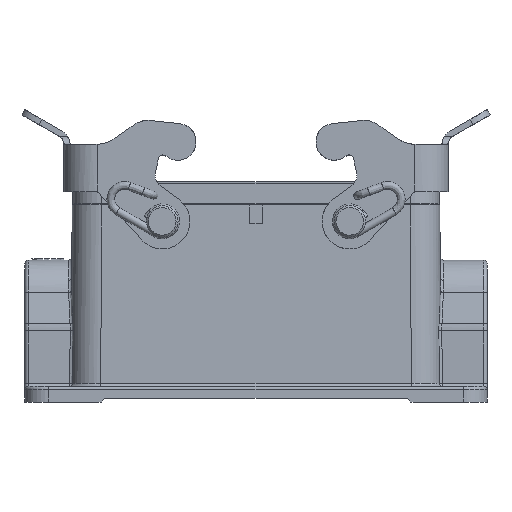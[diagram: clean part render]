
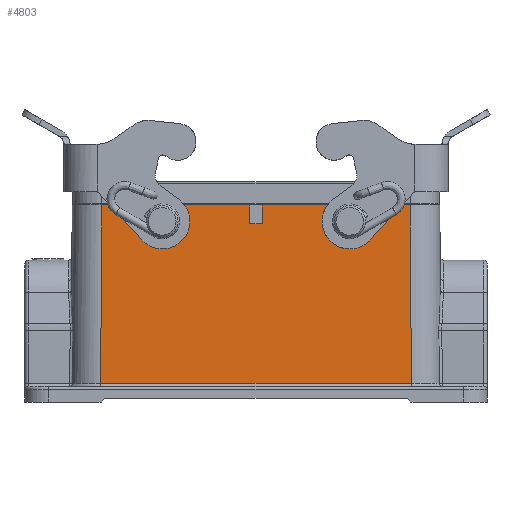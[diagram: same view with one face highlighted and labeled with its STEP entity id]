
A CAD part, front view. The second image highlights one B-rep face of the part: STEP entity #4803.
In plain terms, the highlighted planar face has unit normal (0, -1, 0.007).
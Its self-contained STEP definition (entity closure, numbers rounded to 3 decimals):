
#130=ELLIPSE('',#13036,2.,2.);
#131=ELLIPSE('',#13037,2.,2.);
#656=LINE('',#20713,#1344);
#660=LINE('',#20730,#1348);
#770=LINE('',#21129,#1458);
#771=LINE('',#21131,#1459);
#772=LINE('',#21133,#1460);
#773=LINE('',#21134,#1461);
#774=LINE('',#21136,#1462);
#775=LINE('',#21138,#1463);
#1344=VECTOR('',#14458,1.);
#1348=VECTOR('',#14470,1.);
#1458=VECTOR('',#14756,1.);
#1459=VECTOR('',#14757,1.);
#1460=VECTOR('',#14758,1.);
#1461=VECTOR('',#14759,1.);
#1462=VECTOR('',#14760,1.);
#1463=VECTOR('',#14761,1.);
#4428=FACE_BOUND('',#6246,.T.);
#4429=FACE_BOUND('',#6247,.T.);
#4430=FACE_BOUND('',#6248,.T.);
#4803=ADVANCED_FACE('',(#4428,#4429,#4430),#5299,.F.);
#5299=PLANE('',#13038);
#6246=EDGE_LOOP('',(#7979));
#6247=EDGE_LOOP('',(#7980));
#6248=EDGE_LOOP('',(#7981,#7982,#7983,#7984,#7985,#7986,#7987,#7988));
#7979=ORIENTED_EDGE('',*,*,#11256,.T.);
#7980=ORIENTED_EDGE('',*,*,#11257,.T.);
#7981=ORIENTED_EDGE('',*,*,#11258,.T.);
#7982=ORIENTED_EDGE('',*,*,#11259,.T.);
#7983=ORIENTED_EDGE('',*,*,#11260,.T.);
#7984=ORIENTED_EDGE('',*,*,#11077,.T.);
#7985=ORIENTED_EDGE('',*,*,#11261,.T.);
#7986=ORIENTED_EDGE('',*,*,#11262,.T.);
#7987=ORIENTED_EDGE('',*,*,#11263,.T.);
#7988=ORIENTED_EDGE('',*,*,#11085,.T.);
#9978=VERTEX_POINT('',#20714);
#9979=VERTEX_POINT('',#20715);
#9986=VERTEX_POINT('',#20729);
#9987=VERTEX_POINT('',#20731);
#10134=VERTEX_POINT('',#21126);
#10135=VERTEX_POINT('',#21128);
#10136=VERTEX_POINT('',#21130);
#10137=VERTEX_POINT('',#21132);
#10138=VERTEX_POINT('',#21135);
#10139=VERTEX_POINT('',#21137);
#11077=EDGE_CURVE('',#9978,#9979,#656,.T.);
#11085=EDGE_CURVE('',#9987,#9986,#660,.T.);
#11256=EDGE_CURVE('',#10134,#10134,#130,.T.);
#11257=EDGE_CURVE('',#10135,#10135,#131,.T.);
#11258=EDGE_CURVE('',#9986,#10136,#770,.T.);
#11259=EDGE_CURVE('',#10136,#10137,#771,.T.);
#11260=EDGE_CURVE('',#10137,#9978,#772,.T.);
#11261=EDGE_CURVE('',#9979,#10138,#773,.T.);
#11262=EDGE_CURVE('',#10138,#10139,#774,.T.);
#11263=EDGE_CURVE('',#10139,#9987,#775,.T.);
#13036=AXIS2_PLACEMENT_3D('',#21125,#14752,#14753);
#13037=AXIS2_PLACEMENT_3D('',#21127,#14754,#14755);
#13038=AXIS2_PLACEMENT_3D('',#21139,#14762,#14763);
#14458=DIRECTION('',(-1.,0.,0.));
#14470=DIRECTION('',(-1.,0.,0.));
#14752=DIRECTION('',(0.,1.,-0.007));
#14753=DIRECTION('',(0.,-0.007,-1.));
#14754=DIRECTION('',(0.,1.,-0.007));
#14755=DIRECTION('',(0.,-0.007,-1.));
#14756=DIRECTION('',(-0.007,-0.007,-1.));
#14757=DIRECTION('',(1.,0.,0.));
#14758=DIRECTION('',(-0.007,0.007,1.));
#14759=DIRECTION('',(0.,-0.007,-1.));
#14760=DIRECTION('',(-1.,0.,0.));
#14761=DIRECTION('',(0.,0.007,1.));
#14762=DIRECTION('',(0.,1.,-0.007));
#14763=DIRECTION('',(0.,-0.007,-1.));
#20713=CARTESIAN_POINT('',(-200.,-21.5,5.7));
#20714=CARTESIAN_POINT('',(39.05,-21.5,5.7));
#20715=CARTESIAN_POINT('',(1.6,-21.5,5.7));
#20729=CARTESIAN_POINT('',(-39.05,-21.5,5.7));
#20730=CARTESIAN_POINT('',(-200.,-21.5,5.7));
#20731=CARTESIAN_POINT('',(-1.6,-21.5,5.7));
#21125=CARTESIAN_POINT('',(23.75,-21.529,1.55));
#21126=CARTESIAN_POINT('',(23.75,-21.543,-0.45));
#21127=CARTESIAN_POINT('',(-23.75,-21.529,1.55));
#21128=CARTESIAN_POINT('',(-23.75,-21.543,-0.45));
#21129=CARTESIAN_POINT('',(-39.351,-21.825,-40.299));
#21130=CARTESIAN_POINT('',(-39.345,-21.819,-39.456));
#21131=CARTESIAN_POINT('',(-200.,-21.819,-39.456));
#21132=CARTESIAN_POINT('',(39.345,-21.819,-39.456));
#21133=CARTESIAN_POINT('',(39.051,-21.5,5.651));
#21134=CARTESIAN_POINT('',(1.6,-21.5,5.7));
#21135=CARTESIAN_POINT('',(1.6,-21.533,1.));
#21136=CARTESIAN_POINT('',(-200.,-21.533,1.));
#21137=CARTESIAN_POINT('',(-1.6,-21.533,1.));
#21138=CARTESIAN_POINT('',(-1.6,-21.5,5.7));
#21139=CARTESIAN_POINT('',(-200.,-21.5,5.7));
